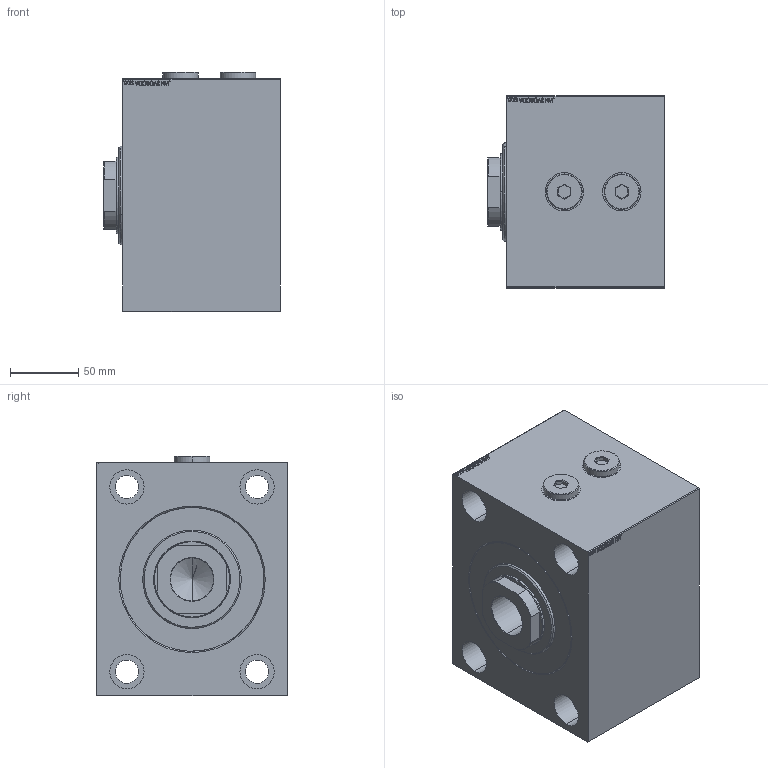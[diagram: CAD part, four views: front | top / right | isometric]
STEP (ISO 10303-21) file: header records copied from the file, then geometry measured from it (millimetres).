
FILE_DESCRIPTION (( 'STEP AP203' ), '1' );
FILE_NAME ('ce77.STEP', '2026-02-26T08:07:07', ( '' ), ( '' ), 'SwSTEP 2.0', 'SolidWorks 2019', '' );
FILE_SCHEMA (( 'CONFIG_CONTROL_DESIGN' ));
Length unit declared in the file: millimetre
Products named in the file (5): V450CM_C_VCP c2fa2e52d919f5b93b6239d3fd7fe7a0; Zatka_OIL_PORT c2fa2e52d919f5b93b6239d3fd7fe7a0; V450CM_VC_B c2fa2e52d919f5b93b6239d3fd7fe7a0; V450CM_C_Body c2fa2e52d919f5b93b6239d3fd7fe7a0; ce77
Assembly tree (5 placements, depth 2):
  ce77
    V450CM_C_Body c2fa2e52d919f5b93b6239d3fd7fe7a0
    V450CM_C_VCP c2fa2e52d919f5b93b6239d3fd7fe7a0
    V450CM_VC_B c2fa2e52d919f5b93b6239d3fd7fe7a0
    Zatka_OIL_PORT c2fa2e52d919f5b93b6239d3fd7fe7a0  x2
Bounding box: 129 x 140 x 174.9 mm (x, y, z)
Volume: 2523482.4 mm3; surface area: 230101.9 mm2
Topology: 5 solids, 5 shells, 914 faces, 2320 edges, 1533 vertices
Faces by surface type: plane 442, bspline 380, cylinder 74, cone 18
Entity records: 45073 total; most frequent: CARTESIAN_POINT 25322, ORIENTED_EDGE 4556, DIRECTION 2710, EDGE_CURVE 2278, VERTEX_POINT 1509, VECTOR 1348, LINE 1348, EDGE_LOOP 1029
